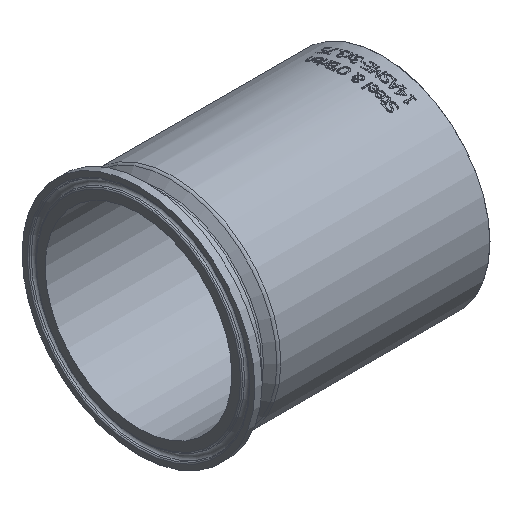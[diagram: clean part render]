
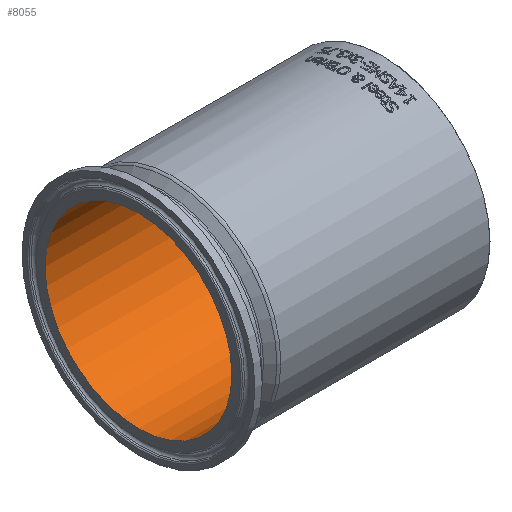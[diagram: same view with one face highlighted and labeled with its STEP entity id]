
A CAD part, isometric view. The second image highlights one B-rep face of the part: STEP entity #8055.
In plain terms, the highlighted cylindrical face has radius 36.449 mm (diameter 72.898 mm), a full revolution.
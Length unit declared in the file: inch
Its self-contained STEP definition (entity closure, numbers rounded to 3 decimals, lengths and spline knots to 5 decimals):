
#939=FACE_OUTER_BOUND('',#1416,.T.);
#1416=EDGE_LOOP('',(#7525,#7526,#7527,#7528,#7529,#7530,#7531));
#1612=CIRCLE('',#8560,1.435);
#1613=CIRCLE('',#8561,1.435);
#1648=CIRCLE('',#8608,1.435);
#1649=CIRCLE('',#8609,1.435);
#1653=CIRCLE('',#8613,1.435);
#2197=LINE('',#17929,#2738);
#2738=VECTOR('',#10242,1.435);
#3887=VERTEX_POINT('',#17827);
#3888=VERTEX_POINT('',#17828);
#3919=VERTEX_POINT('',#17912);
#3920=VERTEX_POINT('',#17913);
#3921=VERTEX_POINT('',#17915);
#5082=EDGE_CURVE('',#3887,#3888,#1612,.T.);
#5083=EDGE_CURVE('',#3888,#3887,#1613,.T.);
#5123=EDGE_CURVE('',#3919,#3920,#1648,.T.);
#5124=EDGE_CURVE('',#3920,#3921,#1649,.T.);
#5128=EDGE_CURVE('',#3921,#3919,#1653,.T.);
#5131=EDGE_CURVE('',#3920,#3888,#2197,.T.);
#7525=ORIENTED_EDGE('',*,*,#5123,.F.);
#7526=ORIENTED_EDGE('',*,*,#5128,.F.);
#7527=ORIENTED_EDGE('',*,*,#5124,.F.);
#7528=ORIENTED_EDGE('',*,*,#5131,.T.);
#7529=ORIENTED_EDGE('',*,*,#5082,.F.);
#7530=ORIENTED_EDGE('',*,*,#5083,.F.);
#7531=ORIENTED_EDGE('',*,*,#5131,.F.);
#7592=CYLINDRICAL_SURFACE('',#8617,1.435);
#8055=ADVANCED_FACE('',(#939),#7592,.F.);
#8560=AXIS2_PLACEMENT_3D('',#17829,#10121,#10122);
#8561=AXIS2_PLACEMENT_3D('',#17830,#10123,#10124);
#8608=AXIS2_PLACEMENT_3D('',#17914,#10222,#10223);
#8609=AXIS2_PLACEMENT_3D('',#17916,#10224,#10225);
#8613=AXIS2_PLACEMENT_3D('',#17922,#10232,#10233);
#8617=AXIS2_PLACEMENT_3D('',#17928,#10240,#10241);
#10121=DIRECTION('center_axis',(1.,0.,0.));
#10122=DIRECTION('ref_axis',(0.,1.,0.));
#10123=DIRECTION('center_axis',(1.,0.,0.));
#10124=DIRECTION('ref_axis',(0.,1.,0.));
#10222=DIRECTION('center_axis',(-1.,0.,0.));
#10223=DIRECTION('ref_axis',(0.,-1.,0.));
#10224=DIRECTION('center_axis',(-1.,0.,0.));
#10225=DIRECTION('ref_axis',(0.,-1.,0.));
#10232=DIRECTION('center_axis',(-1.,0.,0.));
#10233=DIRECTION('ref_axis',(0.,-1.,0.));
#10240=DIRECTION('center_axis',(1.,0.,0.));
#10241=DIRECTION('ref_axis',(0.,1.,0.));
#10242=DIRECTION('',(-1.,0.,0.));
#17827=CARTESIAN_POINT('',(0.,1.435,0.));
#17828=CARTESIAN_POINT('',(0.,-1.435,0.));
#17829=CARTESIAN_POINT('Origin',(0.,0.,0.));
#17830=CARTESIAN_POINT('Origin',(0.,0.,0.));
#17912=CARTESIAN_POINT('',(3.745,1.435,0.));
#17913=CARTESIAN_POINT('',(3.745,-1.435,0.));
#17914=CARTESIAN_POINT('Origin',(3.745,0.,0.));
#17915=CARTESIAN_POINT('',(3.745,0.,1.435));
#17916=CARTESIAN_POINT('Origin',(3.745,0.,0.));
#17922=CARTESIAN_POINT('Origin',(3.745,0.,0.));
#17928=CARTESIAN_POINT('Origin',(1.875,0.,0.));
#17929=CARTESIAN_POINT('',(1.875,-1.435,0.));
